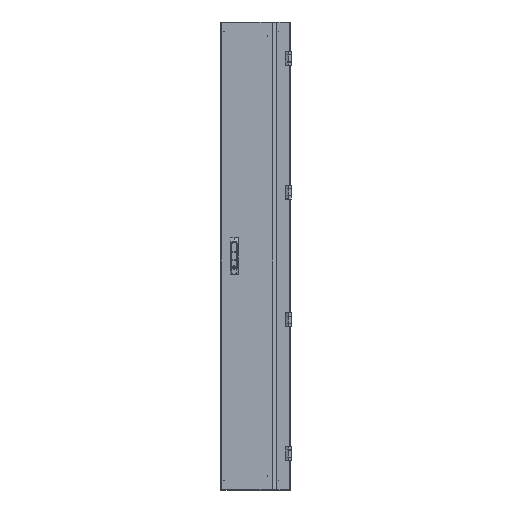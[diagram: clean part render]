
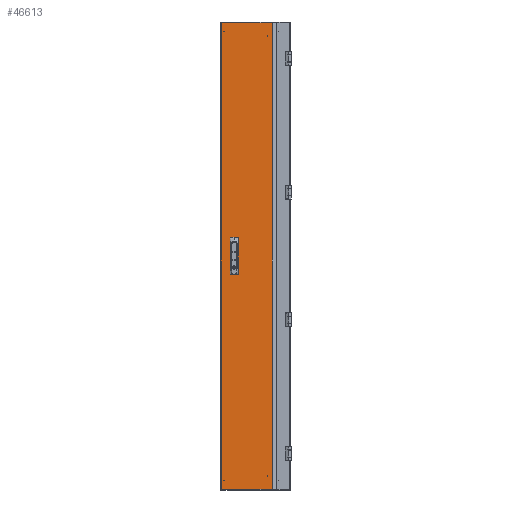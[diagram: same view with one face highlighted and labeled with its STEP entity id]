
A CAD part, top view. The second image highlights one B-rep face of the part: STEP entity #46613.
In plain terms, the highlighted planar face has unit normal (0, 0, 1).
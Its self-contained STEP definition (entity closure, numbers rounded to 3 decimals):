
#34 = VECTOR ( 'NONE', #6225, 1000. ) ;
#1550 = AXIS2_PLACEMENT_3D ( 'NONE', #48840, #28825, #34947 ) ;
#2325 = FACE_BOUND ( 'NONE', #58367, .T. ) ;
#2363 = VECTOR ( 'NONE', #59963, 1000. ) ;
#4210 = VERTEX_POINT ( 'NONE', #26090 ) ;
#4870 = DIRECTION ( 'NONE',  ( 1., 0., 0. ) ) ;
#5038 = LINE ( 'NONE', #9895, #2363 ) ;
#5293 = DIRECTION ( 'NONE',  ( -1., 0., 0. ) ) ;
#5554 = CARTESIAN_POINT ( 'NONE',  ( 110.935, 1003.7, 0. ) ) ;
#6179 = DIRECTION ( 'NONE',  ( 0., 0., 1. ) ) ;
#6225 = DIRECTION ( 'NONE',  ( 0., 1., 0. ) ) ;
#6629 = CARTESIAN_POINT ( 'NONE',  ( 110.935, 1003.7, 0. ) ) ;
#7023 = CARTESIAN_POINT ( 'NONE',  ( -96.433, -964.5, 0. ) ) ;
#7030 = VERTEX_POINT ( 'NONE', #54139 ) ;
#7491 = CARTESIAN_POINT ( 'NONE',  ( 89.067, 946., 0. ) ) ;
#7576 = CARTESIAN_POINT ( 'NONE',  ( -110.935, -1003.7, 0. ) ) ;
#7995 = CIRCLE ( 'NONE', #44108, 0.5 ) ;
#8370 = EDGE_LOOP ( 'NONE', ( #23803, #33625 ) ) ;
#8700 = VERTEX_POINT ( 'NONE', #11170 ) ;
#9068 = EDGE_CURVE ( 'NONE', #34554, #4210, #15703, .T. ) ;
#9086 = ORIENTED_EDGE ( 'NONE', *, *, #37740, .T. ) ;
#9608 = VERTEX_POINT ( 'NONE', #21684 ) ;
#9760 = AXIS2_PLACEMENT_3D ( 'NONE', #19304, #39007, #42651 ) ;
#9895 = CARTESIAN_POINT ( 'NONE',  ( -108.135, 1003.7, 0. ) ) ;
#10735 = FACE_BOUND ( 'NONE', #30789, .T. ) ;
#11170 = CARTESIAN_POINT ( 'NONE',  ( -108.135, 1003.7, 0. ) ) ;
#11674 = ORIENTED_EDGE ( 'NONE', *, *, #50335, .F. ) ;
#11699 = CARTESIAN_POINT ( 'NONE',  ( 0., 0., 0. ) ) ;
#11831 = CARTESIAN_POINT ( 'NONE',  ( -40.435, 75., 0. ) ) ;
#11880 = VERTEX_POINT ( 'NONE', #11831 ) ;
#12553 = DIRECTION ( 'NONE',  ( 0., 0., 1. ) ) ;
#12849 = CIRCLE ( 'NONE', #9760, 0.5 ) ;
#13527 = ORIENTED_EDGE ( 'NONE', *, *, #42292, .F. ) ;
#13547 = DIRECTION ( 'NONE',  ( 0., 0., 1. ) ) ;
#13591 = EDGE_CURVE ( 'NONE', #21395, #9608, #56233, .T. ) ;
#13839 = LINE ( 'NONE', #14475, #30561 ) ;
#13873 = CARTESIAN_POINT ( 'NONE',  ( -40.435, -75., 0. ) ) ;
#14475 = CARTESIAN_POINT ( 'NONE',  ( -65.435, 75., 0. ) ) ;
#15042 = VERTEX_POINT ( 'NONE', #40483 ) ;
#15179 = CARTESIAN_POINT ( 'NONE',  ( 89.067, -946., 0. ) ) ;
#15279 = LINE ( 'NONE', #5554, #49460 ) ;
#15316 = DIRECTION ( 'NONE',  ( 0., 0., 1. ) ) ;
#15703 = CIRCLE ( 'NONE', #28034, 0.5 ) ;
#15940 = CARTESIAN_POINT ( 'NONE',  ( -40.435, 75., 0. ) ) ;
#16608 = VECTOR ( 'NONE', #46980, 1000. ) ;
#16805 = LINE ( 'NONE', #46509, #26557 ) ;
#16878 = FACE_OUTER_BOUND ( 'NONE', #46666, .T. ) ;
#17589 = VERTEX_POINT ( 'NONE', #49661 ) ;
#17731 = CARTESIAN_POINT ( 'NONE',  ( -96.433, 964.5, 0. ) ) ;
#17795 = AXIS2_PLACEMENT_3D ( 'NONE', #58413, #13547, #58744 ) ;
#17856 = DIRECTION ( 'NONE',  ( 0., 0., 1. ) ) ;
#18505 = DIRECTION ( 'NONE',  ( 0., -1., 0. ) ) ;
#19220 = ORIENTED_EDGE ( 'NONE', *, *, #20872, .F. ) ;
#19304 = CARTESIAN_POINT ( 'NONE',  ( -96.433, 964.5, 0. ) ) ;
#19635 = DIRECTION ( 'NONE',  ( 0., -1., 0. ) ) ;
#20047 = CIRCLE ( 'NONE', #50983, 0.5 ) ;
#20872 = EDGE_CURVE ( 'NONE', #31807, #30312, #29435, .T. ) ;
#20945 = VECTOR ( 'NONE', #4870, 1000. ) ;
#21273 = CIRCLE ( 'NONE', #51149, 0.5 ) ;
#21395 = VERTEX_POINT ( 'NONE', #7491 ) ;
#21684 = CARTESIAN_POINT ( 'NONE',  ( 89.067, 947., 0. ) ) ;
#21724 = FACE_BOUND ( 'NONE', #41421, .T. ) ;
#22908 = DIRECTION ( 'NONE',  ( -1., 0., 0. ) ) ;
#23133 = EDGE_CURVE ( 'NONE', #60213, #17589, #20047, .T. ) ;
#23803 = ORIENTED_EDGE ( 'NONE', *, *, #61852, .F. ) ;
#25919 = VERTEX_POINT ( 'NONE', #39415 ) ;
#26090 = CARTESIAN_POINT ( 'NONE',  ( 89.067, -947., 0. ) ) ;
#26177 = EDGE_CURVE ( 'NONE', #54503, #8700, #16805, .T. ) ;
#26557 = VECTOR ( 'NONE', #22908, 1000. ) ;
#27979 = EDGE_LOOP ( 'NONE', ( #58937, #19220, #40448, #48890 ) ) ;
#28034 = AXIS2_PLACEMENT_3D ( 'NONE', #50163, #15316, #51125 ) ;
#28825 = DIRECTION ( 'NONE',  ( 0., 0., 1. ) ) ;
#29435 = LINE ( 'NONE', #34279, #20945 ) ;
#29842 = EDGE_CURVE ( 'NONE', #30312, #11880, #59224, .T. ) ;
#30183 = CARTESIAN_POINT ( 'NONE',  ( -65.435, 75., 0. ) ) ;
#30312 = VERTEX_POINT ( 'NONE', #13873 ) ;
#30561 = VECTOR ( 'NONE', #19635, 1000. ) ;
#30789 = EDGE_LOOP ( 'NONE', ( #42120, #52644 ) ) ;
#31440 = CARTESIAN_POINT ( 'NONE',  ( 89.067, 946.5, 0. ) ) ;
#31765 = DIRECTION ( 'NONE',  ( 0., 0., 1. ) ) ;
#31807 = VERTEX_POINT ( 'NONE', #41390 ) ;
#33625 = ORIENTED_EDGE ( 'NONE', *, *, #13591, .F. ) ;
#34173 = ORIENTED_EDGE ( 'NONE', *, *, #49716, .T. ) ;
#34279 = CARTESIAN_POINT ( 'NONE',  ( -65.435, -75., 0. ) ) ;
#34554 = VERTEX_POINT ( 'NONE', #15179 ) ;
#34947 = DIRECTION ( 'NONE',  ( 0., -1., 0. ) ) ;
#35595 = DIRECTION ( 'NONE',  ( 0., 1., 0. ) ) ;
#36241 = PLANE ( 'NONE',  #43088 ) ;
#36296 = LINE ( 'NONE', #30183, #58537 ) ;
#37106 = DIRECTION ( 'NONE',  ( 1., 0., 0. ) ) ;
#37740 = EDGE_CURVE ( 'NONE', #25919, #54503, #15279, .T. ) ;
#39007 = DIRECTION ( 'NONE',  ( 0., 0., 1. ) ) ;
#39415 = CARTESIAN_POINT ( 'NONE',  ( 110.935, -1003.7, 0. ) ) ;
#40425 = DIRECTION ( 'NONE',  ( 1., 0., 0. ) ) ;
#40448 = ORIENTED_EDGE ( 'NONE', *, *, #57632, .F. ) ;
#40483 = CARTESIAN_POINT ( 'NONE',  ( -96.933, 964.5, 0. ) ) ;
#40931 = DIRECTION ( 'NONE',  ( 0., 0., 1. ) ) ;
#41390 = CARTESIAN_POINT ( 'NONE',  ( -65.435, -75., 0. ) ) ;
#41421 = EDGE_LOOP ( 'NONE', ( #53889, #11674 ) ) ;
#41593 = DIRECTION ( 'NONE',  ( 1., 0., 0. ) ) ;
#41810 = LINE ( 'NONE', #7576, #16608 ) ;
#42120 = ORIENTED_EDGE ( 'NONE', *, *, #23133, .F. ) ;
#42292 = EDGE_CURVE ( 'NONE', #59964, #15042, #12849, .T. ) ;
#42651 = DIRECTION ( 'NONE',  ( 1., 0., 0. ) ) ;
#43088 = AXIS2_PLACEMENT_3D ( 'NONE', #11699, #6179, #40425 ) ;
#44108 = AXIS2_PLACEMENT_3D ( 'NONE', #31440, #31765, #51127 ) ;
#45284 = FACE_BOUND ( 'NONE', #27979, .T. ) ;
#45639 = CIRCLE ( 'NONE', #17795, 0.5 ) ;
#46509 = CARTESIAN_POINT ( 'NONE',  ( -110.935, 1003.7, 0. ) ) ;
#46577 = FACE_BOUND ( 'NONE', #8370, .T. ) ;
#46613 = ADVANCED_FACE ( 'NONE', ( #21724, #46577, #2325, #10735, #45284, #16878 ), #36241, .T. ) ;
#46666 = EDGE_LOOP ( 'NONE', ( #53457, #34173, #47708, #9086 ) ) ;
#46980 = DIRECTION ( 'NONE',  ( 1., 0., 0. ) ) ;
#47451 = CIRCLE ( 'NONE', #49506, 0.5 ) ;
#47708 = ORIENTED_EDGE ( 'NONE', *, *, #49208, .T. ) ;
#48840 = CARTESIAN_POINT ( 'NONE',  ( 89.067, 946.5, 0. ) ) ;
#48890 = ORIENTED_EDGE ( 'NONE', *, *, #62664, .F. ) ;
#49157 = VERTEX_POINT ( 'NONE', #56996 ) ;
#49208 = EDGE_CURVE ( 'NONE', #7030, #25919, #41810, .T. ) ;
#49460 = VECTOR ( 'NONE', #35595, 1000. ) ;
#49506 = AXIS2_PLACEMENT_3D ( 'NONE', #52076, #17856, #18505 ) ;
#49661 = CARTESIAN_POINT ( 'NONE',  ( -96.933, -964.5, 0. ) ) ;
#49716 = EDGE_CURVE ( 'NONE', #8700, #7030, #5038, .T. ) ;
#50163 = CARTESIAN_POINT ( 'NONE',  ( 89.067, -946.5, 0. ) ) ;
#50235 = CARTESIAN_POINT ( 'NONE',  ( -95.933, -964.5, 0. ) ) ;
#50335 = EDGE_CURVE ( 'NONE', #4210, #34554, #47451, .T. ) ;
#50983 = AXIS2_PLACEMENT_3D ( 'NONE', #7023, #40931, #41593 ) ;
#51125 = DIRECTION ( 'NONE',  ( 0., -1., 0. ) ) ;
#51127 = DIRECTION ( 'NONE',  ( 0., -1., 0. ) ) ;
#51149 = AXIS2_PLACEMENT_3D ( 'NONE', #17731, #12553, #37106 ) ;
#52076 = CARTESIAN_POINT ( 'NONE',  ( 89.067, -946.5, 0. ) ) ;
#52644 = ORIENTED_EDGE ( 'NONE', *, *, #53018, .F. ) ;
#53018 = EDGE_CURVE ( 'NONE', #17589, #60213, #45639, .T. ) ;
#53457 = ORIENTED_EDGE ( 'NONE', *, *, #26177, .T. ) ;
#53477 = CARTESIAN_POINT ( 'NONE',  ( -95.933, 964.5, 0. ) ) ;
#53889 = ORIENTED_EDGE ( 'NONE', *, *, #9068, .F. ) ;
#54139 = CARTESIAN_POINT ( 'NONE',  ( -108.135, -1003.7, 0. ) ) ;
#54503 = VERTEX_POINT ( 'NONE', #6629 ) ;
#54590 = ORIENTED_EDGE ( 'NONE', *, *, #57394, .F. ) ;
#56233 = CIRCLE ( 'NONE', #1550, 0.5 ) ;
#56996 = CARTESIAN_POINT ( 'NONE',  ( -65.435, 75., 0. ) ) ;
#57394 = EDGE_CURVE ( 'NONE', #15042, #59964, #21273, .T. ) ;
#57632 = EDGE_CURVE ( 'NONE', #49157, #31807, #13839, .T. ) ;
#58367 = EDGE_LOOP ( 'NONE', ( #13527, #54590 ) ) ;
#58413 = CARTESIAN_POINT ( 'NONE',  ( -96.433, -964.5, 0. ) ) ;
#58537 = VECTOR ( 'NONE', #5293, 1000. ) ;
#58744 = DIRECTION ( 'NONE',  ( 1., 0., 0. ) ) ;
#58937 = ORIENTED_EDGE ( 'NONE', *, *, #29842, .F. ) ;
#59224 = LINE ( 'NONE', #15940, #34 ) ;
#59963 = DIRECTION ( 'NONE',  ( 0., -1., 0. ) ) ;
#59964 = VERTEX_POINT ( 'NONE', #53477 ) ;
#60213 = VERTEX_POINT ( 'NONE', #50235 ) ;
#61852 = EDGE_CURVE ( 'NONE', #9608, #21395, #7995, .T. ) ;
#62664 = EDGE_CURVE ( 'NONE', #11880, #49157, #36296, .T. ) ;
